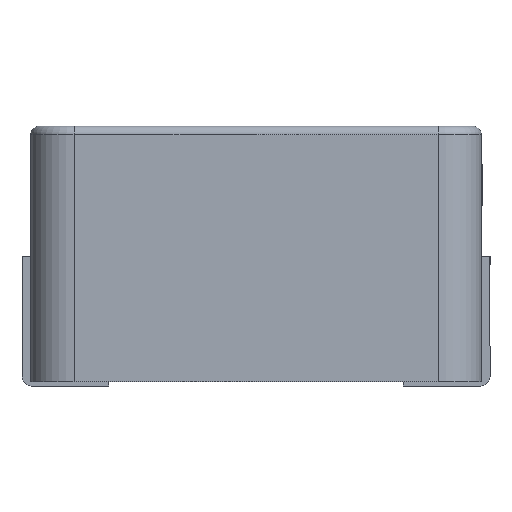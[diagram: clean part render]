
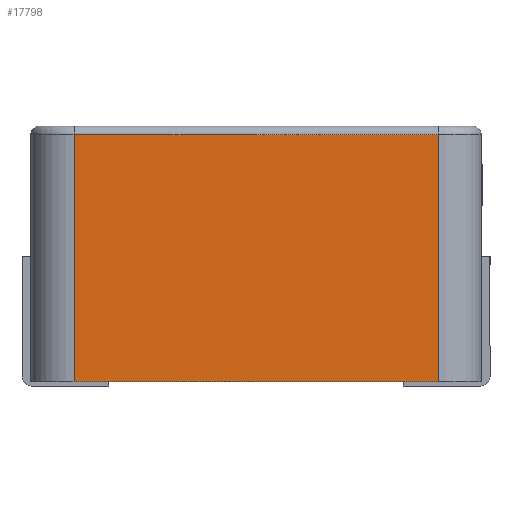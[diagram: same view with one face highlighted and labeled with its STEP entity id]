
A CAD part, front view. The second image highlights one B-rep face of the part: STEP entity #17798.
In plain terms, the highlighted planar face has unit normal (0, -1, 0).
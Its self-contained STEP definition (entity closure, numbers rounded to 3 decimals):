
#109 = DIRECTION ( 'NONE',  ( 0., 0., 1. ) ) ;
#1196 = VECTOR ( 'NONE', #14808, 1000. ) ;
#2455 = DIRECTION ( 'NONE',  ( 0., 0., -1. ) ) ;
#4786 = EDGE_CURVE ( 'NONE', #12770, #8593, #19220, .T. ) ;
#4843 = EDGE_CURVE ( 'NONE', #16023, #19424, #12261, .T. ) ;
#5196 = ORIENTED_EDGE ( 'NONE', *, *, #16051, .T. ) ;
#5480 = VECTOR ( 'NONE', #2455, 1000. ) ;
#6102 = PLANE ( 'NONE',  #10629 ) ;
#6355 = EDGE_LOOP ( 'NONE', ( #11973, #8131, #5196, #15710 ) ) ;
#7066 = DIRECTION ( 'NONE',  ( 1., 0., 0. ) ) ;
#7657 = DIRECTION ( 'NONE',  ( -1., 0., 0. ) ) ;
#7959 = CARTESIAN_POINT ( 'NONE',  ( -2.1, -2.6, 0. ) ) ;
#8131 = ORIENTED_EDGE ( 'NONE', *, *, #4843, .T. ) ;
#8593 = VERTEX_POINT ( 'NONE', #19589 ) ;
#9474 = DIRECTION ( 'NONE',  ( 0., 1., 0. ) ) ;
#10259 = LINE ( 'NONE', #11770, #1196 ) ;
#10629 = AXIS2_PLACEMENT_3D ( 'NONE', #19046, #9474, #109 ) ;
#10755 = CARTESIAN_POINT ( 'NONE',  ( -2.1, -2.6, 2.85 ) ) ;
#10918 = FACE_OUTER_BOUND ( 'NONE', #6355, .T. ) ;
#11646 = VECTOR ( 'NONE', #7066, 1000. ) ;
#11770 = CARTESIAN_POINT ( 'NONE',  ( -2.1, -2.6, 2.95 ) ) ;
#11973 = ORIENTED_EDGE ( 'NONE', *, *, #19987, .F. ) ;
#12261 = LINE ( 'NONE', #10755, #15121 ) ;
#12770 = VERTEX_POINT ( 'NONE', #7959 ) ;
#14808 = DIRECTION ( 'NONE',  ( 0., 0., -1. ) ) ;
#14894 = CARTESIAN_POINT ( 'NONE',  ( 2.1, -2.6, 2.95 ) ) ;
#15013 = CARTESIAN_POINT ( 'NONE',  ( -2.1, -2.6, 0. ) ) ;
#15121 = VECTOR ( 'NONE', #7657, 1000. ) ;
#15710 = ORIENTED_EDGE ( 'NONE', *, *, #4786, .T. ) ;
#16023 = VERTEX_POINT ( 'NONE', #17819 ) ;
#16051 = EDGE_CURVE ( 'NONE', #19424, #12770, #10259, .T. ) ;
#16388 = LINE ( 'NONE', #14894, #5480 ) ;
#17429 = CARTESIAN_POINT ( 'NONE',  ( -2.1, -2.6, 2.85 ) ) ;
#17798 = ADVANCED_FACE ( 'NONE', ( #10918 ), #6102, .F. ) ;
#17819 = CARTESIAN_POINT ( 'NONE',  ( 2.1, -2.6, 2.85 ) ) ;
#19046 = CARTESIAN_POINT ( 'NONE',  ( -2.1, -2.6, 2.95 ) ) ;
#19220 = LINE ( 'NONE', #15013, #11646 ) ;
#19424 = VERTEX_POINT ( 'NONE', #17429 ) ;
#19589 = CARTESIAN_POINT ( 'NONE',  ( 2.1, -2.6, 0. ) ) ;
#19987 = EDGE_CURVE ( 'NONE', #16023, #8593, #16388, .T. ) ;
